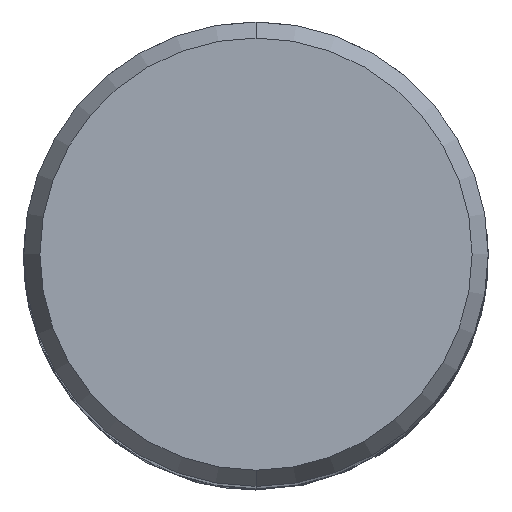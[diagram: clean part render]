
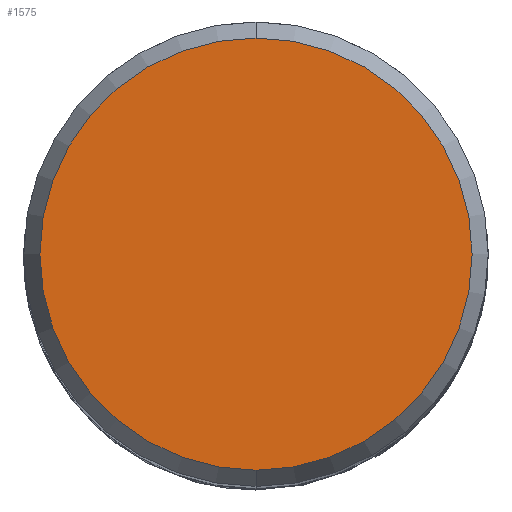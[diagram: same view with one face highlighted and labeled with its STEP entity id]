
A CAD part, top view. The second image highlights one B-rep face of the part: STEP entity #1575.
In plain terms, the highlighted planar face has unit normal (0, 0, 1).
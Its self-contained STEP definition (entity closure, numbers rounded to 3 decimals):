
#883=VERTEX_POINT('',#2104);
#1227=EDGE_CURVE('',#1727,#883,#2479,.T.);
#1469=EDGE_CURVE('',#883,#1727,#2736,.T.);
#1575=ADVANCED_FACE('',(#2852),#2853,.T.);
#1727=VERTEX_POINT('',#3018);
#2104=CARTESIAN_POINT('',(0.0,9.307,0.0));
#2479=CIRCLE('',#10133,9.307);
#2736=CIRCLE('',#12402,9.307);
#2852=FACE_OUTER_BOUND('',#13356,.T.);
#2853=PLANE('',#13357);
#3018=CARTESIAN_POINT('',(0.,-9.307,0.0));
#10133=AXIS2_PLACEMENT_3D('',#17051,#17052,#17053);
#12402=AXIS2_PLACEMENT_3D('',#17275,#17276,#17277);
#13356=EDGE_LOOP('',(#17410,#17411));
#13357=AXIS2_PLACEMENT_3D('',#17412,#17413,#17414);
#17051=CARTESIAN_POINT('',(0.0,0.0,0.0));
#17052=DIRECTION('',(0.0,0.0,-1.0));
#17053=DIRECTION('',(0.0,1.0,0.0));
#17275=CARTESIAN_POINT('',(0.0,0.0,0.0));
#17276=DIRECTION('',(0.0,0.0,-1.0));
#17277=DIRECTION('',(0.0,1.0,0.0));
#17410=ORIENTED_EDGE('',*,*,#1469,.F.);
#17411=ORIENTED_EDGE('',*,*,#1227,.F.);
#17412=CARTESIAN_POINT('',(0.0,4.654,0.0));
#17413=DIRECTION('',(-0.0,0.0,1.0));
#17414=DIRECTION('',(0.0,-1.0,0.0));
